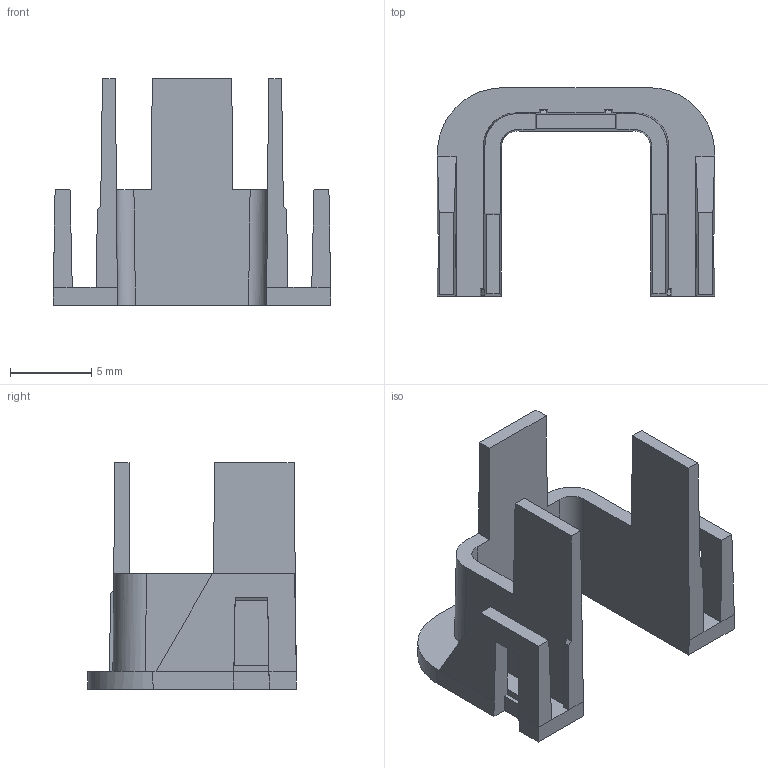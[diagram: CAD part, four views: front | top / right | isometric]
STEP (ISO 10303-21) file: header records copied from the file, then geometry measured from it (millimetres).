
FILE_DESCRIPTION(/* description */ (''),/* implementation_level */ '2;1');
FILE_NAME(/* name */ '15324886-ENV11_03-LOCK.stp',/* time_stamp */ '2024-01-23T14:11:49+08:00',/* author */ (''),/* organization */ (''),/* preprocessor_version */ 'ST-DEVELOPER v16',/* originating_system */ 'SIEMENS PLM Software NX 11.0',/* authorisation */ '');
FILE_SCHEMA (('AUTOMOTIVE_DESIGN { 1 0 10303 214 3 1 1 1 }'));
Length unit declared in the file: millimetre
Products named in the file (1): 15324886-ENV11_03-LOCK
Bounding box: 17.01 x 12.8 x 13.92 mm (x, y, z)
Volume: 471.2 mm3; surface area: 1105.5 mm2
Topology: 1 solids, 1 shells, 70 faces, 202 edges, 132 vertices
Faces by surface type: plane 64, cylinder 6
Entity records: 2288 total; most frequent: CARTESIAN_POINT 405, ORIENTED_EDGE 404, DIRECTION 358, EDGE_CURVE 202, LINE 188, VECTOR 188, VERTEX_POINT 132, AXIS2_PLACEMENT_3D 85
